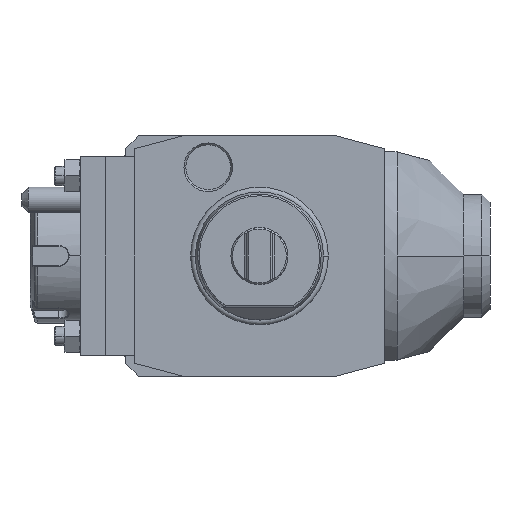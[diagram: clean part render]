
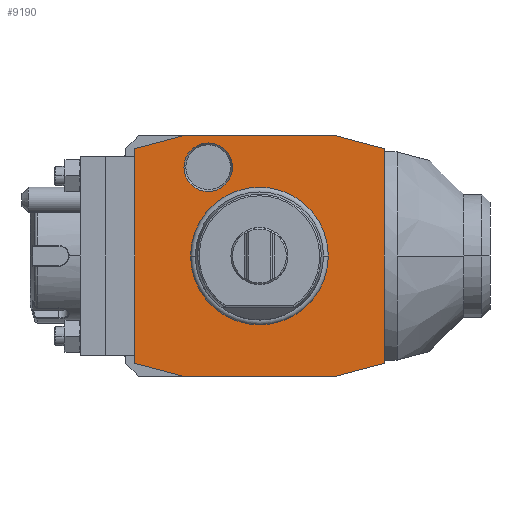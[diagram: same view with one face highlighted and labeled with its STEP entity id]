
A CAD part, front view. The second image highlights one B-rep face of the part: STEP entity #9190.
In plain terms, the highlighted planar face has unit normal (0, -1, 0).
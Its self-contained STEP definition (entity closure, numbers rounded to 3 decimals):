
#1=DIRECTION('',(-0.966,0.,0.259));
#2=VECTOR('',#1,15.529);
#3=CARTESIAN_POINT('',(39.,0.,33.481));
#4=LINE('',#3,#2);
#5=DIRECTION('',(0.,0.,1.));
#6=VECTOR('',#5,66.962);
#7=CARTESIAN_POINT('',(39.,0.,-33.481));
#8=LINE('',#7,#6);
#9=DIRECTION('',(0.966,0.,0.259));
#10=VECTOR('',#9,15.529);
#11=CARTESIAN_POINT('',(24.,0.,-37.5));
#12=LINE('',#11,#10);
#13=DIRECTION('',(1.,0.,0.));
#14=VECTOR('',#13,48.);
#15=CARTESIAN_POINT('',(-24.,0.,-37.5));
#16=LINE('',#15,#14);
#17=DIRECTION('',(0.966,0.,-0.259));
#18=VECTOR('',#17,15.529);
#19=CARTESIAN_POINT('',(-39.,0.,-33.481));
#20=LINE('',#19,#18);
#21=DIRECTION('',(0.,0.,-1.));
#22=VECTOR('',#21,66.962);
#23=CARTESIAN_POINT('',(-39.,0.,33.481));
#24=LINE('',#23,#22);
#25=DIRECTION('',(-0.966,0.,-0.259));
#26=VECTOR('',#25,15.529);
#27=CARTESIAN_POINT('',(-24.,0.,37.5));
#28=LINE('',#27,#26);
#29=DIRECTION('',(-1.,0.,0.));
#30=VECTOR('',#29,48.);
#31=CARTESIAN_POINT('',(24.,0.,37.5));
#32=LINE('',#31,#30);
#33=CARTESIAN_POINT('',(-16.,0.,27.713));
#34=DIRECTION('',(0.,1.,0.));
#35=DIRECTION('',(1.,0.,0.));
#36=AXIS2_PLACEMENT_3D('',#33,#34,#35);
#38=CARTESIAN_POINT('',(-16.,0.,27.713));
#39=DIRECTION('',(0.,1.,0.));
#40=DIRECTION('',(-1.,0.,0.));
#41=AXIS2_PLACEMENT_3D('',#38,#39,#40);
#6702=CARTESIAN_POINT('',(0.,0.,0.));
#6703=DIRECTION('',(0.,-1.,0.));
#6704=DIRECTION('',(1.,0.,0.));
#6705=AXIS2_PLACEMENT_3D('',#6702,#6703,#6704);
#6707=CARTESIAN_POINT('',(0.,0.,0.));
#6708=DIRECTION('',(0.,-1.,0.));
#6709=DIRECTION('',(-1.,0.,0.));
#6710=AXIS2_PLACEMENT_3D('',#6707,#6708,#6709);
#8265=CARTESIAN_POINT('',(-8.423,0.,
27.713));
#8266=CARTESIAN_POINT('',(-23.577,0.,
27.713));
#8267=VERTEX_POINT('',#8265);
#8268=VERTEX_POINT('',#8266);
#8948=CARTESIAN_POINT('',(39.,0.,33.481));
#8949=CARTESIAN_POINT('',(24.,0.,37.5));
#8950=VERTEX_POINT('',#8948);
#8951=VERTEX_POINT('',#8949);
#8952=CARTESIAN_POINT('',(-24.,0.,37.5));
#8953=VERTEX_POINT('',#8952);
#8954=CARTESIAN_POINT('',(-39.,0.,33.481));
#8955=VERTEX_POINT('',#8954);
#8956=CARTESIAN_POINT('',(-39.,0.,-33.481));
#8957=VERTEX_POINT('',#8956);
#8958=CARTESIAN_POINT('',(-24.,0.,-37.5));
#8959=VERTEX_POINT('',#8958);
#8960=CARTESIAN_POINT('',(24.,0.,-37.5));
#8961=VERTEX_POINT('',#8960);
#8962=CARTESIAN_POINT('',(39.,0.,-33.481));
#8963=VERTEX_POINT('',#8962);
#9023=CARTESIAN_POINT('',(21.137,0.,0.));
#9024=CARTESIAN_POINT('',(-21.137,0.,0.));
#9025=VERTEX_POINT('',#9023);
#9026=VERTEX_POINT('',#9024);
#9155=CARTESIAN_POINT('',(0.,0.,0.));
#9156=DIRECTION('',(0.,-1.,0.));
#9157=DIRECTION('',(-1.,0.,0.));
#9158=AXIS2_PLACEMENT_3D('',#9155,#9156,#9157);
#9159=PLANE('',#9158);
#9161=ORIENTED_EDGE('',*,*,#9160,.F.);
#9163=ORIENTED_EDGE('',*,*,#9162,.F.);
#9165=ORIENTED_EDGE('',*,*,#9164,.F.);
#9167=ORIENTED_EDGE('',*,*,#9166,.F.);
#9169=ORIENTED_EDGE('',*,*,#9168,.F.);
#9171=ORIENTED_EDGE('',*,*,#9170,.F.);
#9173=ORIENTED_EDGE('',*,*,#9172,.F.);
#9175=ORIENTED_EDGE('',*,*,#9174,.F.);
#9176=EDGE_LOOP('',(#9161,#9163,#9165,#9167,#9169,#9171,#9173,#9175));
#9177=FACE_OUTER_BOUND('',#9176,.F.);
#9179=ORIENTED_EDGE('',*,*,#9178,.T.);
#9181=ORIENTED_EDGE('',*,*,#9180,.T.);
#9182=EDGE_LOOP('',(#9179,#9181));
#9183=FACE_BOUND('',#9182,.F.);
#9185=ORIENTED_EDGE('',*,*,#9184,.F.);
#9187=ORIENTED_EDGE('',*,*,#9186,.F.);
#9188=EDGE_LOOP('',(#9185,#9187));
#9189=FACE_BOUND('',#9188,.F.);
#37=CIRCLE('',#36,7.577);
#42=CIRCLE('',#41,7.577);
#6706=CIRCLE('',#6705,21.137);
#6711=CIRCLE('',#6710,21.137);
#9160=EDGE_CURVE('',#8950,#8951,#4,.T.);
#9162=EDGE_CURVE('',#8963,#8950,#8,.T.);
#9164=EDGE_CURVE('',#8961,#8963,#12,.T.);
#9166=EDGE_CURVE('',#8959,#8961,#16,.T.);
#9168=EDGE_CURVE('',#8957,#8959,#20,.T.);
#9170=EDGE_CURVE('',#8955,#8957,#24,.T.);
#9172=EDGE_CURVE('',#8953,#8955,#28,.T.);
#9174=EDGE_CURVE('',#8951,#8953,#32,.T.);
#9178=EDGE_CURVE('',#9025,#9026,#6706,.T.);
#9180=EDGE_CURVE('',#9026,#9025,#6711,.T.);
#9184=EDGE_CURVE('',#8267,#8268,#37,.T.);
#9186=EDGE_CURVE('',#8268,#8267,#42,.T.);
#9190=ADVANCED_FACE('',(#9177,#9183,#9189),#9159,.T.);
